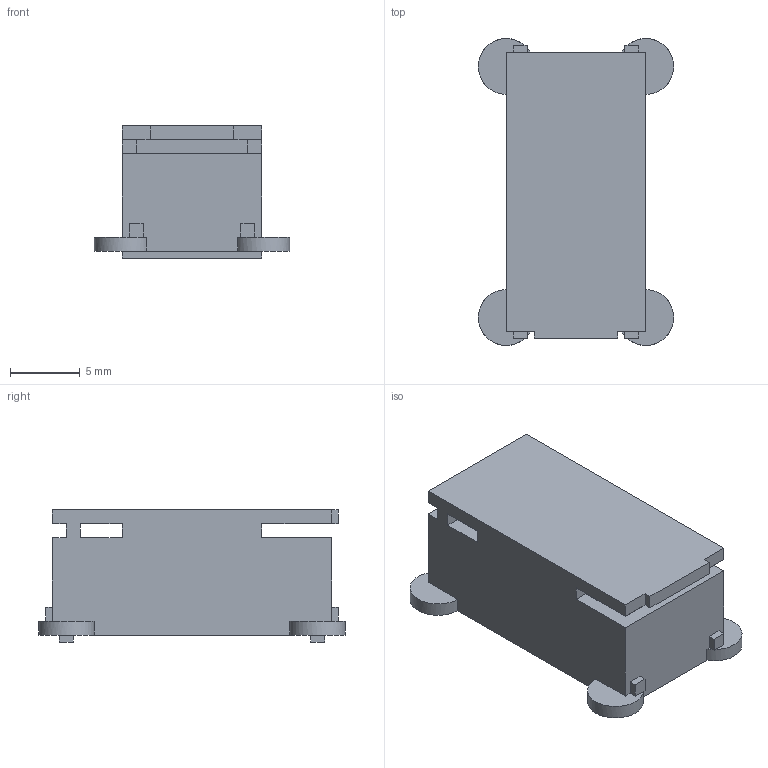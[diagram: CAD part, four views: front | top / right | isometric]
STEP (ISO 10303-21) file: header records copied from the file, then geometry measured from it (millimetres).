
FILE_DESCRIPTION(('Open CASCADE Model'),'2;1');
FILE_NAME('Open CASCADE Shape Model','2024-05-24T12:23:32',('Author'),( 'Open CASCADE'),'Open CASCADE STEP processor 7.7','Open CASCADE 7.7' ,'Unknown');
FILE_SCHEMA(('AUTOMOTIVE_DESIGN { 1 0 10303 214 1 1 1 1 }'));
Length unit declared in the file: millimetre
Products named in the file (3): Open CASCADE STEP translator 7.7 14; Open CASCADE STEP translator 7.7 14.1; Open CASCADE STEP translator 7.7 14.2
Assembly tree (2 placements, depth 2):
  Open CASCADE STEP translator 7.7 14
    Open CASCADE STEP translator 7.7 14.1
    Open CASCADE STEP translator 7.7 14.2
Bounding box: 14 x 22 x 9.5 mm (x, y, z)
Volume: 1052.6 mm3; surface area: 1665.2 mm2
Topology: 2 solids, 2 shells, 85 faces, 229 edges, 150 vertices
Faces by surface type: plane 80, cylinder 5
Full cylindrical faces by diameter (mm): 2 x1
Entity records: 5566 total; most frequent: CARTESIAN_POINT 1023, DIRECTION 793, LINE 565, VECTOR 565, ORIENTED_EDGE 458, PCURVE 458, DEFINITIONAL_REPRESENTATION 458, EDGE_CURVE 229
